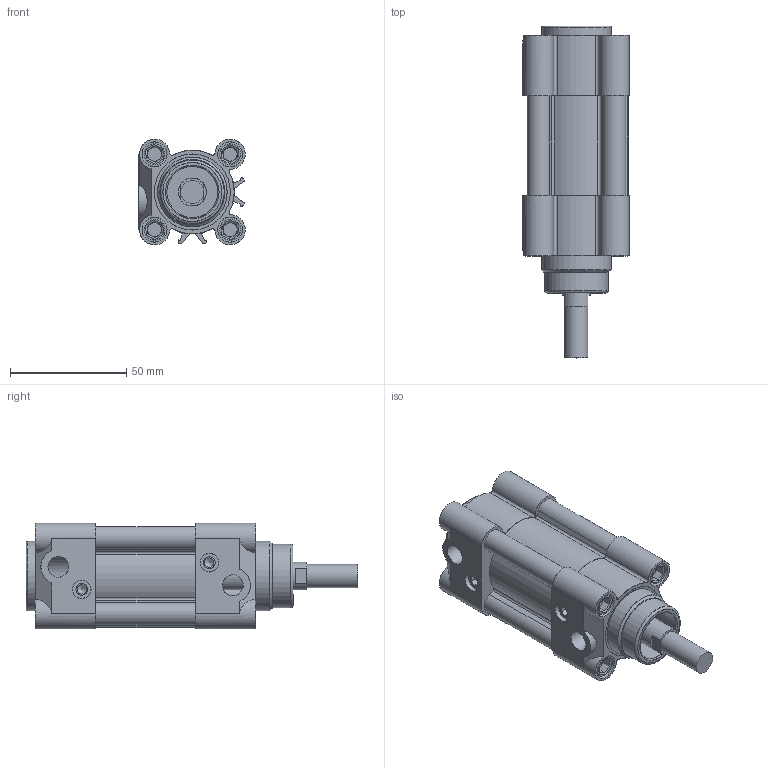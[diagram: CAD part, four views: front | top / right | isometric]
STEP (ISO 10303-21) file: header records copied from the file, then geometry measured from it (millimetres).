
FILE_DESCRIPTION(/* description */ (''),/* implementation_level */ '2;1');
FILE_NAME(/* name */ 'ISO-32.stp',/* time_stamp */ '2015-12-01T12:36:15+01:00',/* author */ ('beata.cwik'),/* organization */ (''),/* preprocessor_version */ 'ST-DEVELOPER v15.6',/* originating_system */ 'Autodesk Inventor 2015',/* authorisation */ '');
FILE_SCHEMA (('AUTOMOTIVE_DESIGN { 1 0 10303 214 3 1 1 }'));
Length unit declared in the file: millimetre
Products named in the file (8): Dół dobry; Góra; Profil; Śruba; Zaślepka; Tłok; Tłoczysko; ISO-32
Bounding box: 45.8 x 143 x 45.54 mm (x, y, z)
Volume: 150362.6 mm3; surface area: 92797.1 mm2
Topology: 16 solids, 16 shells, 629 faces, 1478 edges, 955 vertices
Faces by surface type: plane 327, cylinder 276, torus 15, cone 9, bspline 2
Full cylindrical faces by diameter (mm): 1.3 x3, 1.5 x3, 4.5 x2, 5 x2, 6 x16, 7 x12, 7.9 x2, 8 x3, 8.9 x8, 9 x3, 10 x3, 10.7 x12, 11 x1, 12 x4, 15 x2, 17.7 x3, 20.8 x1, 22 x5, 24 x2, 27.4 x2, 27.9 x2, 28 x1, 29.3 x3, 30 x3, 31 x2, 32 x1, 32.7 x3, 34 x3
Entity records: 12271 total; most frequent: CARTESIAN_POINT 2291, DIRECTION 2214, ORIENTED_EDGE 1846, EDGE_CURVE 923, AXIS2_PLACEMENT_3D 878, VERTEX_POINT 651, EDGE_LOOP 554, LINE 458
